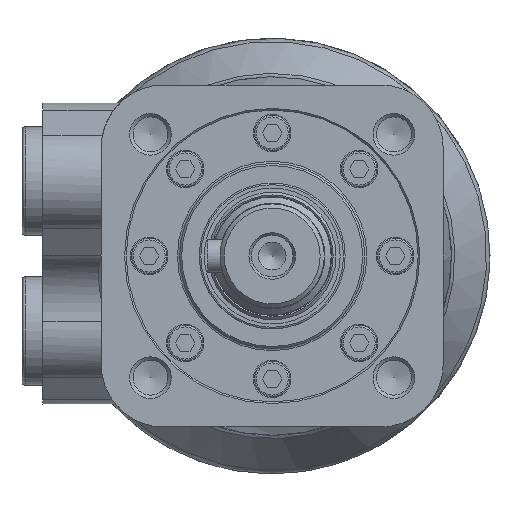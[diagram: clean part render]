
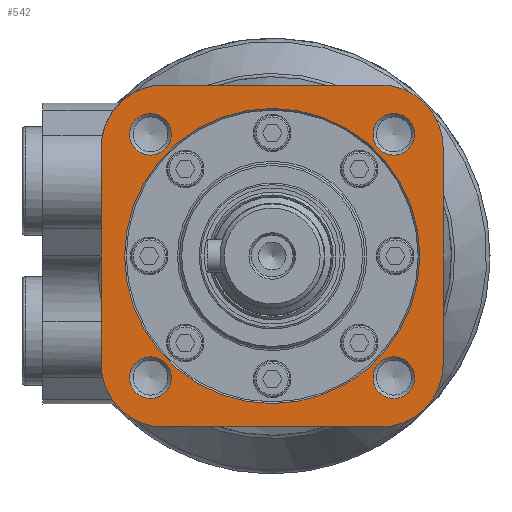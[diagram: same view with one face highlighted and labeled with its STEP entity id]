
A CAD part, left-side view. The second image highlights one B-rep face of the part: STEP entity #542.
In plain terms, the highlighted planar face has unit normal (-1, 0, 0).
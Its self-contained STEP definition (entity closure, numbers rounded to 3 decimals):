
#542 = ADVANCED_FACE( '', ( #1397, #1398, #1399, #1400, #1401, #1402 ), #1403, .F. );
#1397 = FACE_BOUND( '', #2791, .T. );
#1398 = FACE_BOUND( '', #2792, .T. );
#1399 = FACE_BOUND( '', #2793, .T. );
#1400 = FACE_BOUND( '', #2794, .T. );
#1401 = FACE_OUTER_BOUND( '', #2795, .T. );
#1402 = FACE_BOUND( '', #2796, .T. );
#1403 = PLANE( '', #2797 );
#2791 = EDGE_LOOP( '', ( #4178 ) );
#2792 = EDGE_LOOP( '', ( #4179 ) );
#2793 = EDGE_LOOP( '', ( #4180 ) );
#2794 = EDGE_LOOP( '', ( #4181 ) );
#2795 = EDGE_LOOP( '', ( #4182, #4183, #4184, #4185, #4186, #4187, #4188, #4189 ) );
#2796 = EDGE_LOOP( '', ( #4190 ) );
#2797 = AXIS2_PLACEMENT_3D( '', #4191, #4192, #4193 );
#4178 = ORIENTED_EDGE( '', *, *, #7233, .T. );
#4179 = ORIENTED_EDGE( '', *, *, #7234, .T. );
#4180 = ORIENTED_EDGE( '', *, *, #7235, .T. );
#4181 = ORIENTED_EDGE( '', *, *, #7236, .T. );
#4182 = ORIENTED_EDGE( '', *, *, #7237, .F. );
#4183 = ORIENTED_EDGE( '', *, *, #7238, .F. );
#4184 = ORIENTED_EDGE( '', *, *, #7239, .F. );
#4185 = ORIENTED_EDGE( '', *, *, #7240, .F. );
#4186 = ORIENTED_EDGE( '', *, *, #7241, .F. );
#4187 = ORIENTED_EDGE( '', *, *, #7242, .F. );
#4188 = ORIENTED_EDGE( '', *, *, #7243, .F. );
#4189 = ORIENTED_EDGE( '', *, *, #7244, .F. );
#4190 = ORIENTED_EDGE( '', *, *, #7245, .T. );
#4191 = CARTESIAN_POINT( '', ( 0., 0., 0. ) );
#4192 = DIRECTION( '', ( 1., 0., 0. ) );
#4193 = DIRECTION( '', ( 0., 0., -1. ) );
#7233 = EDGE_CURVE( '', #8376, #8376, #8377, .T. );
#7234 = EDGE_CURVE( '', #8378, #8378, #8379, .T. );
#7235 = EDGE_CURVE( '', #8380, #8380, #8381, .T. );
#7236 = EDGE_CURVE( '', #8382, #8382, #8383, .T. );
#7237 = EDGE_CURVE( '', #8384, #8385, #8386, .T. );
#7238 = EDGE_CURVE( '', #8387, #8384, #8388, .T. );
#7239 = EDGE_CURVE( '', #8389, #8387, #8390, .T. );
#7240 = EDGE_CURVE( '', #8391, #8389, #8392, .T. );
#7241 = EDGE_CURVE( '', #8393, #8391, #8394, .T. );
#7242 = EDGE_CURVE( '', #8395, #8393, #8396, .T. );
#7243 = EDGE_CURVE( '', #8397, #8395, #8398, .T. );
#7244 = EDGE_CURVE( '', #8385, #8397, #8399, .T. );
#7245 = EDGE_CURVE( '', #8400, #8400, #8401, .T. );
#8376 = VERTEX_POINT( '', #10079 );
#8377 = CIRCLE( '', #10080, 5. );
#8378 = VERTEX_POINT( '', #10081 );
#8379 = CIRCLE( '', #10082, 5. );
#8380 = VERTEX_POINT( '', #10083 );
#8381 = CIRCLE( '', #10084, 5. );
#8382 = VERTEX_POINT( '', #10085 );
#8383 = CIRCLE( '', #10086, 5. );
#8384 = VERTEX_POINT( '', #10087 );
#8385 = VERTEX_POINT( '', #10088 );
#8386 = CIRCLE( '', #10089, 15. );
#8387 = VERTEX_POINT( '', #10090 );
#8388 = LINE( '', #10091, #10092 );
#8389 = VERTEX_POINT( '', #10093 );
#8390 = CIRCLE( '', #10094, 15. );
#8391 = VERTEX_POINT( '', #10095 );
#8392 = LINE( '', #10096, #10097 );
#8393 = VERTEX_POINT( '', #10098 );
#8394 = CIRCLE( '', #10099, 15. );
#8395 = VERTEX_POINT( '', #10100 );
#8396 = LINE( '', #10101, #10102 );
#8397 = VERTEX_POINT( '', #10103 );
#8398 = CIRCLE( '', #10104, 15. );
#8399 = LINE( '', #10105, #10106 );
#8400 = VERTEX_POINT( '', #10107 );
#8401 = CIRCLE( '', #10108, 35.4 );
#10079 = CARTESIAN_POINT( '', ( 0., -29.19, -34.19 ) );
#10080 = AXIS2_PLACEMENT_3D( '', #13347, #13348, #13349 );
#10081 = CARTESIAN_POINT( '', ( 0., 29.19, -34.19 ) );
#10082 = AXIS2_PLACEMENT_3D( '', #13350, #13351, #13352 );
#10083 = CARTESIAN_POINT( '', ( 0., -29.19, 24.19 ) );
#10084 = AXIS2_PLACEMENT_3D( '', #13353, #13354, #13355 );
#10085 = CARTESIAN_POINT( '', ( 0., 29.19, 24.19 ) );
#10086 = AXIS2_PLACEMENT_3D( '', #13356, #13357, #13358 );
#10087 = CARTESIAN_POINT( '', ( 0., 41., 26. ) );
#10088 = CARTESIAN_POINT( '', ( 0., 26., 41. ) );
#10089 = AXIS2_PLACEMENT_3D( '', #13359, #13360, #13361 );
#10090 = CARTESIAN_POINT( '', ( 0., 41., -26. ) );
#10091 = CARTESIAN_POINT( '', ( 0., 41., -26. ) );
#10092 = VECTOR( '', #13362, 1000. );
#10093 = CARTESIAN_POINT( '', ( 0., 26., -41. ) );
#10094 = AXIS2_PLACEMENT_3D( '', #13363, #13364, #13365 );
#10095 = CARTESIAN_POINT( '', ( 0., -26., -41. ) );
#10096 = CARTESIAN_POINT( '', ( 0., -26., -41. ) );
#10097 = VECTOR( '', #13366, 1000. );
#10098 = CARTESIAN_POINT( '', ( 0., -41., -26. ) );
#10099 = AXIS2_PLACEMENT_3D( '', #13367, #13368, #13369 );
#10100 = CARTESIAN_POINT( '', ( 0., -41., 26. ) );
#10101 = CARTESIAN_POINT( '', ( 0., -41., 26. ) );
#10102 = VECTOR( '', #13370, 1000. );
#10103 = CARTESIAN_POINT( '', ( 0., -26., 41. ) );
#10104 = AXIS2_PLACEMENT_3D( '', #13371, #13372, #13373 );
#10105 = CARTESIAN_POINT( '', ( 0., 26., 41. ) );
#10106 = VECTOR( '', #13374, 1000. );
#10107 = CARTESIAN_POINT( '', ( 0., 0., -35.4 ) );
#10108 = AXIS2_PLACEMENT_3D( '', #13375, #13376, #13377 );
#13347 = CARTESIAN_POINT( '', ( 0., -29.19, -29.19 ) );
#13348 = DIRECTION( '', ( 1., 0., 0. ) );
#13349 = DIRECTION( '', ( 0., 0., -1. ) );
#13350 = CARTESIAN_POINT( '', ( 0., 29.19, -29.19 ) );
#13351 = DIRECTION( '', ( 1., 0., 0. ) );
#13352 = DIRECTION( '', ( 0., 0., -1. ) );
#13353 = CARTESIAN_POINT( '', ( 0., -29.19, 29.19 ) );
#13354 = DIRECTION( '', ( 1., 0., 0. ) );
#13355 = DIRECTION( '', ( 0., 0., -1. ) );
#13356 = CARTESIAN_POINT( '', ( 0., 29.19, 29.19 ) );
#13357 = DIRECTION( '', ( 1., 0., 0. ) );
#13358 = DIRECTION( '', ( 0., 0., -1. ) );
#13359 = CARTESIAN_POINT( '', ( 0., 26., 26. ) );
#13360 = DIRECTION( '', ( 1., 0., 0. ) );
#13361 = DIRECTION( '', ( 0., 0., -1. ) );
#13362 = DIRECTION( '', ( 0., 0., 1. ) );
#13363 = CARTESIAN_POINT( '', ( 0., 26., -26. ) );
#13364 = DIRECTION( '', ( 1., 0., 0. ) );
#13365 = DIRECTION( '', ( 0., 0., -1. ) );
#13366 = DIRECTION( '', ( 0., 1., 0. ) );
#13367 = CARTESIAN_POINT( '', ( 0., -26., -26. ) );
#13368 = DIRECTION( '', ( 1., 0., 0. ) );
#13369 = DIRECTION( '', ( 0., 0., -1. ) );
#13370 = DIRECTION( '', ( 0., 0., -1. ) );
#13371 = CARTESIAN_POINT( '', ( 0., -26., 26. ) );
#13372 = DIRECTION( '', ( 1., 0., 0. ) );
#13373 = DIRECTION( '', ( 0., 0., -1. ) );
#13374 = DIRECTION( '', ( 0., -1., 0. ) );
#13375 = CARTESIAN_POINT( '', ( 0., 0., 0. ) );
#13376 = DIRECTION( '', ( 1., 0., 0. ) );
#13377 = DIRECTION( '', ( 0., 0., -1. ) );
